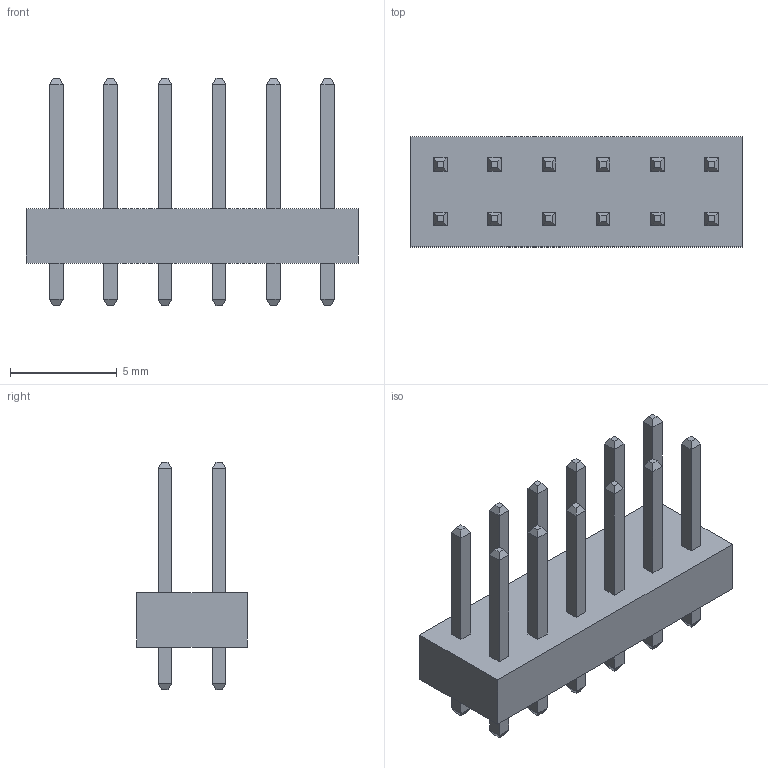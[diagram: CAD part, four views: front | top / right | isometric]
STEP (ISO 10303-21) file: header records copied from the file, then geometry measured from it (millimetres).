
FILE_DESCRIPTION (( 'STEP AP214' ), '1' );
FILE_NAME ( 'HDRV12W64P254_6X2_1554X515H865.STEP', '2022-06-18T21:59:54', ( '' ), ( '' ), '', '©2017 PCB Libraries, Inc.', '' );
FILE_SCHEMA (( 'AUTOMOTIVE_DESIGN' ));
Length unit declared in the file: millimetre
Products named in the file (1): HDRV12W64P254_6X2_1554X515H865
Bounding box: 15.54 x 5.15 x 10.65 mm (x, y, z)
Volume: 241.8 mm3; surface area: 523.3 mm2
Topology: 25 solids, 25 shells, 246 faces, 492 edges, 296 vertices
Faces by surface type: plane 246
Entity records: 6923 total; most frequent: CARTESIAN_POINT 1035, DIRECTION 986, ORIENTED_EDGE 984, VECTOR 492, LINE 492, EDGE_CURVE 492, VERTEX_POINT 296, STYLED_ITEM 272
